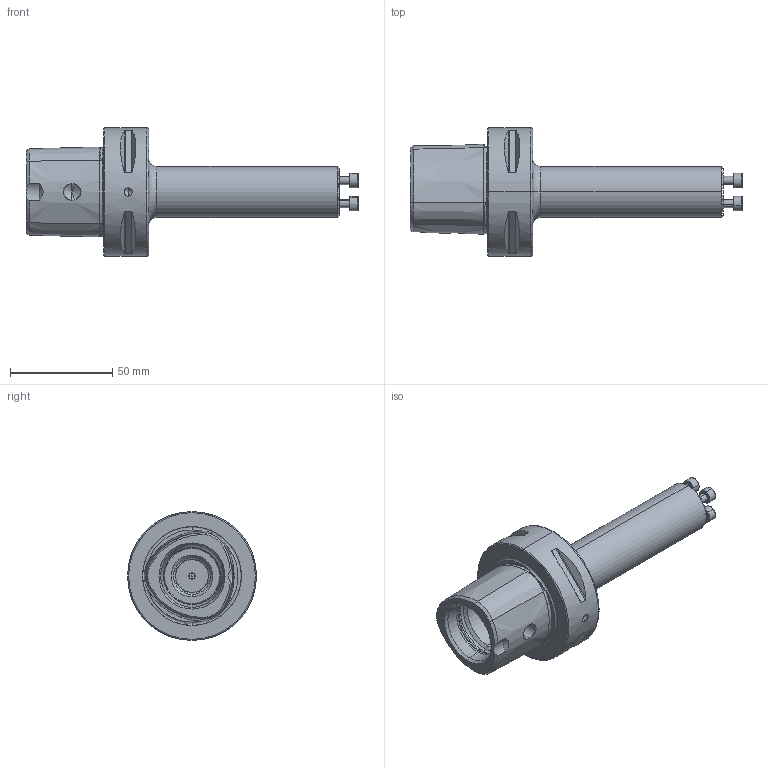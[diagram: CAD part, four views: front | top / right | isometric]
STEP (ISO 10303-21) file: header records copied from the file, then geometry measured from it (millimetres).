
FILE_DESCRIPTION (( 'STEP AP214' ), '1' );
FILE_NAME ('PS6-WK3.025.150.STEP', '2015-05-07T08:26:06', ( 'SWIAdmin' ), ( 'Hewlett-Packard Company' ), 'SwSTEP 2.0', 'SolidWorks 2012', '' );
FILE_SCHEMA (( 'AUTOMOTIVE_DESIGN' ));
Length unit declared in the file: millimetre
Products named in the file (6): WK1-ER1.016.075_A_Fertigbearbeitung; DIN 3771 - 6x1; WK1-ER1.016.002_A_Fertigbearbeitung; ISO 4762 - M4 x 12; PS6-WK3.025.150_A; PS6-WK3.025.150
Assembly tree (8 placements, depth 2):
  PS6-WK3.025.150
    PS6-WK3.025.150_A
    ISO 4762 - M4 x 12  x4
    WK1-ER1.016.002_A_Fertigbearbeitung
    DIN 3771 - 6x1
    WK1-ER1.016.075_A_Fertigbearbeitung
Bounding box: 162.5 x 63 x 63 mm (x, y, z)
Volume: 140264.2 mm3; surface area: 38787.3 mm2
Topology: 8 solids, 8 shells, 460 faces, 1171 edges, 721 vertices
Faces by surface type: plane 216, cylinder 107, cone 85, torus 52
Entity records: 13338 total; most frequent: CARTESIAN_POINT 4001, ORIENTED_EDGE 1962, DIRECTION 1742, EDGE_CURVE 981, AXIS2_PLACEMENT_3D 703, VERTEX_POINT 622, EDGE_LOOP 397, ADVANCED_FACE 379
